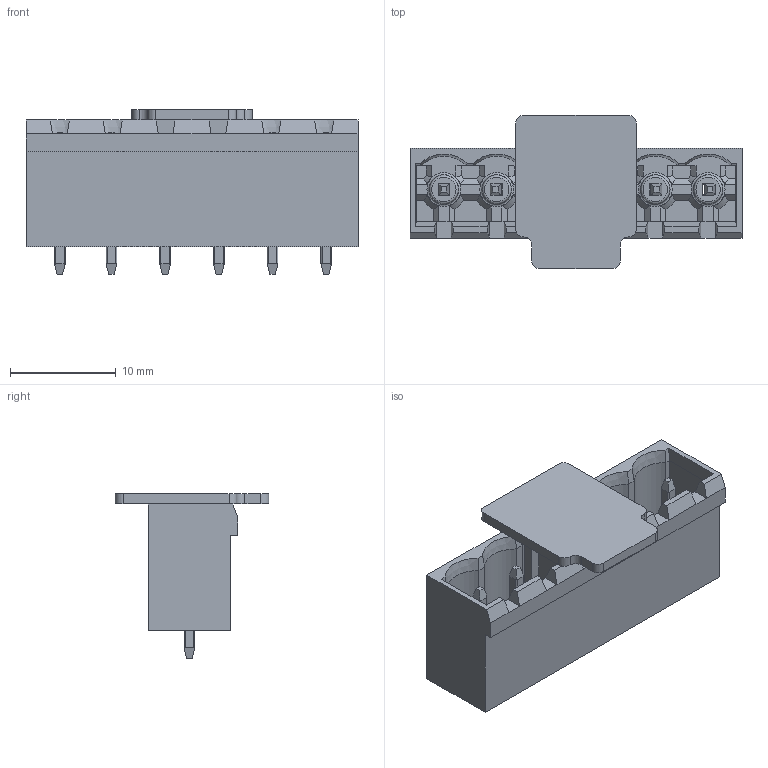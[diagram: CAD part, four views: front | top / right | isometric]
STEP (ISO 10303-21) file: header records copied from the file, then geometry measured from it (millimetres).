
FILE_DESCRIPTION(/* description */ ('Unknown'),/* implementation_level */ '2;1');
FILE_NAME(/* name */ '691701700106B',/* time_stamp */ '2024-01-10T09:40:39+01:00',/* author */ ('Unknown'),/* organization */ ('Unknown'),/* preprocessor_version */ 'ST-DEVELOPER v18.102',/* originating_system */ 'Solid Edge',/* authorisation */ 'Unknown');
FILE_SCHEMA (('AUTOMOTIVE_DESIGN {1 0 10303 214 3 1 1}'));
Length unit declared in the file: millimetre
Products named in the file (4): 6917017001xxB; 691701700106B; 6917015000xxB_Pin; 6917015000xxB_CAP
Assembly tree (8 placements, depth 2):
  6917017001xxB
    691701700106B
    6917015000xxB_Pin  x6
    6917015000xxB_CAP
Bounding box: 31.4 x 14.5 x 15.58 mm (x, y, z)
Volume: 1525.2 mm3; surface area: 3558 mm2
Topology: 8 solids, 8 shells, 519 faces, 1382 edges, 888 vertices
Faces by surface type: plane 403, cylinder 62, cone 36, torus 12, sphere 6
Entity records: 13012 total; most frequent: CARTESIAN_POINT 2428, ORIENTED_EDGE 2200, DIRECTION 2068, EDGE_CURVE 1100, LINE 888, VECTOR 888, VERTEX_POINT 710, AXIS2_PLACEMENT_3D 590
